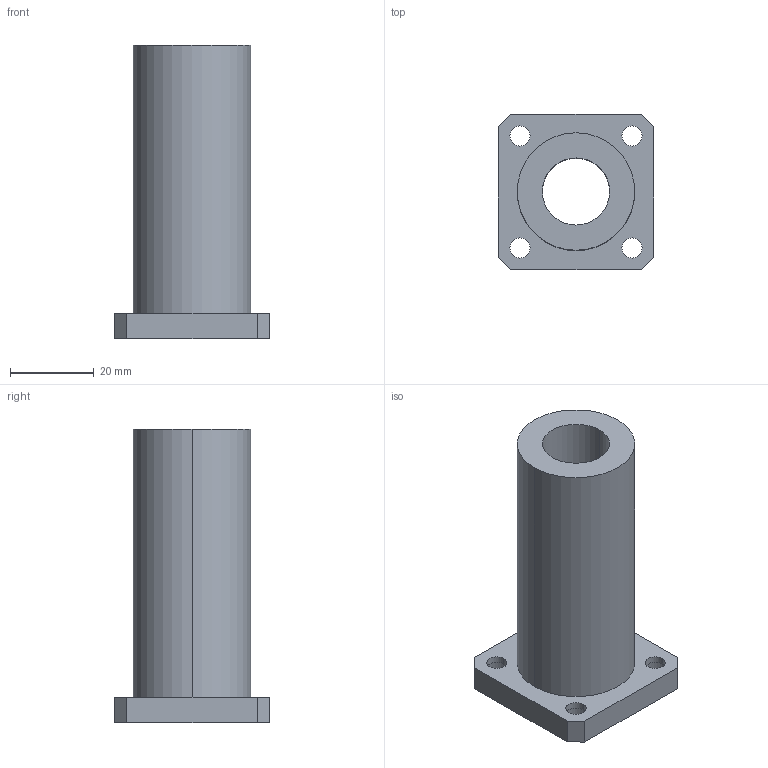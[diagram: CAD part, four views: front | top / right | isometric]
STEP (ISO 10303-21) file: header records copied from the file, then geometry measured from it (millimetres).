
FILE_DESCRIPTION (( 'STEP AP214' ), '1' );
FILE_NAME ('Ñáîðêà2.STEP', '2024-06-03T10:19:16', ( '' ), ( '' ), 'SwSTEP 2.0', 'SolidWorks 2022', '' );
FILE_SCHEMA (( 'AUTOMOTIVE_DESIGN' ));
Length unit declared in the file: millimetre
Products named in the file (2): B439 Втулка шариковая с фланцем для валов 16 мм_00; Сборка2
Assembly tree (1 placements, depth 2):
  Сборка2
    B439 Втулка шариковая с фланцем для валов 16 мм_00
Bounding box: 37.1 x 37.1 x 70 mm (x, y, z)
Volume: 32483.5 mm3; surface area: 12667.4 mm2
Topology: 1 solids, 1 shells, 47 faces, 112 edges, 72 vertices
Faces by surface type: cylinder 24, plane 15, cone 8
Entity records: 1484 total; most frequent: DIRECTION 266, CARTESIAN_POINT 263, ORIENTED_EDGE 224, EDGE_CURVE 112, AXIS2_PLACEMENT_3D 107, VERTEX_POINT 72, EDGE_LOOP 62, CIRCLE 56
